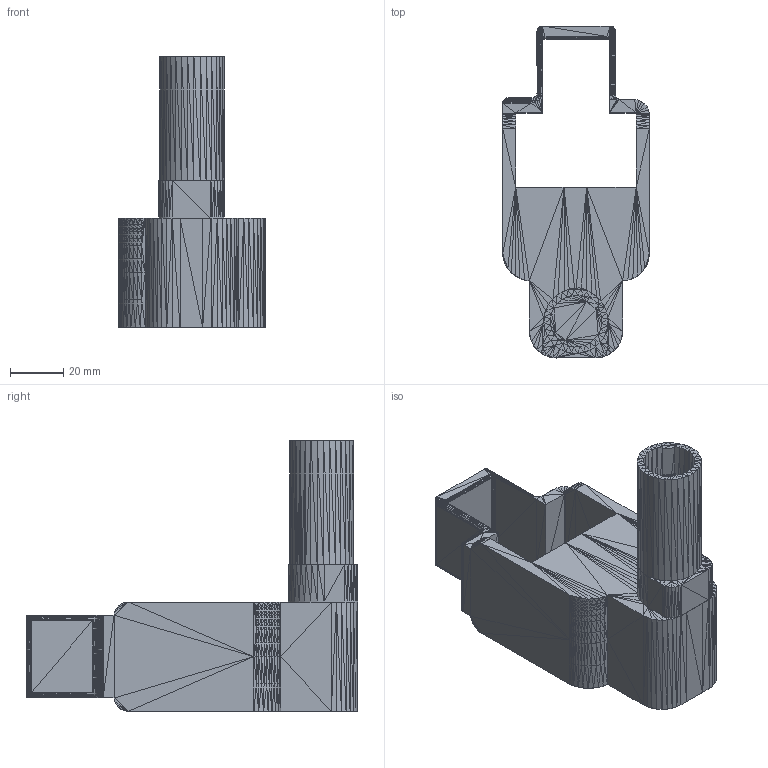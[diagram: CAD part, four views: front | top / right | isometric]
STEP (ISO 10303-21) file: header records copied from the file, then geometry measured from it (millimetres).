
FILE_DESCRIPTION((''),'2;1');
FILE_NAME('joint0_cover1_R', '2025-12-26T12:32:27', (''), (''), 'ImageToStl.com STEP Converter','', '');
FILE_SCHEMA(('AUTOMOTIVE_DESIGN_CC2'));
Length unit declared in the file: metre
Products named in the file (1): product0
Bounding box: 55 x 124.5 x 101.52 mm (x, y, z)
Surface area: 34287.2 mm2 (no closed solid volume)
Topology: 0 solids, 2432 shells, 2432 faces, 7292 edges, 1214 vertices
Faces by surface type: plane 2432
Entity records: 55960 total; most frequent: DIRECTION 12162, ORIENTED_EDGE 7296, EDGE_CURVE 7296, LINE 7296, VECTOR 7296, AXIS2_PLACEMENT_3D 2433, FACE_SURFACE 2432, PLANE 2432
